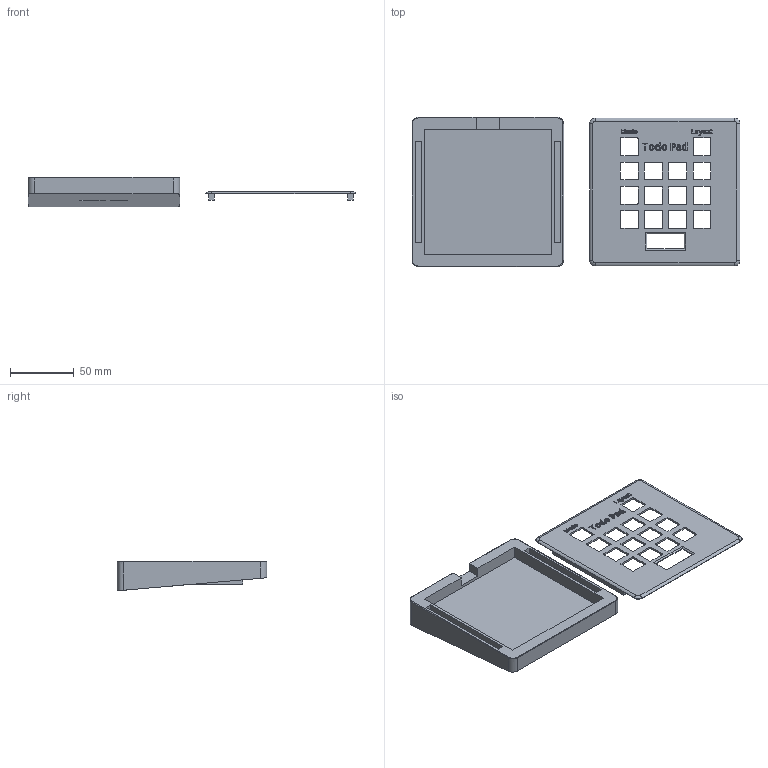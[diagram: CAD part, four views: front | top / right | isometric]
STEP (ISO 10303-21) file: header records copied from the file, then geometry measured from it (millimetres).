
FILE_DESCRIPTION(/* description */ ('STEP AP242 Edition 2','CAx-IF Rec.Pracs.---Representation and Presentation of Product Manufacturing Information (PMI)---4.0---2014-10-13','CAx-IF Rec.Pracs.---3D Tessellated Geometry---0.4---2014-09-14','2;1','CAx-IF Rec.Pracs.---User Defined Attributes---1.5---2016-08-15'),/* implementation_level */ '2;1');
FILE_NAME(/* name */ '692cfaaa45284b0fec4a1930',/* time_stamp */ '2025-12-01T02:17:16Z',/* author */ (''),/* organization */ (''),/* preprocessor_version */ 'ST-DEVELOPER v20',/* originating_system */ 'ONSHAPE BY PTC INC, 1.207',/* authorisation */ ' ');
FILE_SCHEMA (('AP242_MANAGED_MODEL_BASED_3D_ENGINEERING_MIM_LF { 1 0 10303 442 3 1 4 }'));
Length unit declared in the file: metre
Products named in the file (2): lid; base
Bounding box: 257.45 x 117.25 x 23.26 mm (x, y, z)
Volume: 167969.8 mm3; surface area: 66197.7 mm2
Topology: 2 solids, 2 shells, 939 faces, 2641 edges, 1754 vertices
Faces by surface type: cylinder 526, plane 324, bspline 77, torus 12
Entity records: 31101 total; most frequent: CARTESIAN_POINT 6191, ORIENTED_EDGE 5282, DIRECTION 5279, EDGE_CURVE 2641, AXIS2_PLACEMENT_3D 1930, VERTEX_POINT 1754, LINE 1419, VECTOR 1419
